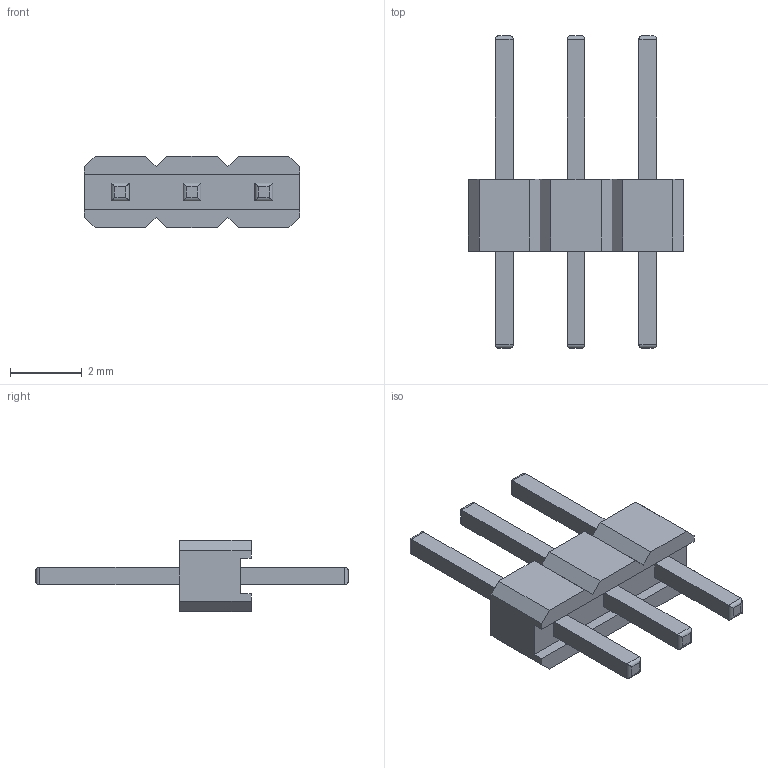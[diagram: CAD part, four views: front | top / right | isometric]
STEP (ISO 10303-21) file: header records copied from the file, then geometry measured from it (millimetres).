
FILE_DESCRIPTION (( 'STEP AP214' ), '1' );
FILE_NAME ('pin header 1x3 pitch 2mm heigth 5mm.STEP', '2019-12-31T01:17:23', ( '' ), ( '' ), 'SwSTEP 2.0', 'SolidWorks 2018', '' );
FILE_SCHEMA (( 'AUTOMOTIVE_DESIGN' ));
Length unit declared in the file: millimetre
Products named in the file (1): pin header 1x3 pitch 2mm heigth 5mm
Bounding box: 6 x 8.7 x 2 mm (x, y, z)
Volume: 26.3 mm3; surface area: 100 mm2
Topology: 1 solids, 1 shells, 80 faces, 192 edges, 120 vertices
Faces by surface type: plane 56, cylinder 24
Entity records: 2872 total; most frequent: CARTESIAN_POINT 465, ORIENTED_EDGE 384, DIRECTION 330, EDGE_CURVE 192, LINE 168, VECTOR 168, VERTEX_POINT 120, EDGE_LOOP 86
